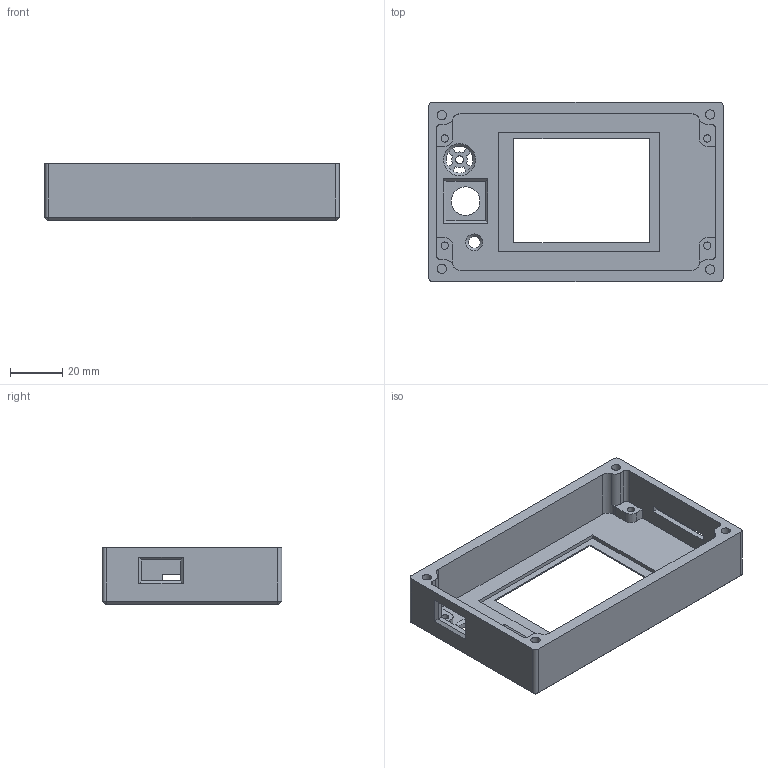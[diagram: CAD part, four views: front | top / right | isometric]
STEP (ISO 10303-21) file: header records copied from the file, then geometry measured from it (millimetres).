
FILE_DESCRIPTION(/* description */ (''),/* implementation_level */ '2;1');
FILE_NAME(/* name */ 'Display Mount - BTT TFT24.step',/* time_stamp */ '2022-10-07T00:45:43-05:00',/* author */ (''),/* organization */ (''),/* preprocessor_version */ 'ST-DEVELOPER v19',/* originating_system */ 'Autodesk Translation Framework v11.7.0.108',/* authorisation */ '');
FILE_SCHEMA (('AUTOMOTIVE_DESIGN { 1 0 10303 214 3 1 1 }'));
Length unit declared in the file: millimetre
Products named in the file (1): Display Mount - BTT 2.4 TFT
Bounding box: 113 x 69 x 21.7 mm (x, y, z)
Volume: 42145.1 mm3; surface area: 25802.4 mm2
Topology: 1 solids, 1 shells, 136 faces, 352 edges, 226 vertices
Faces by surface type: plane 94, cylinder 36, cone 6
Full cylindrical faces by diameter (mm): 2.8 x4, 3 x1, 3.6 x4, 4.5 x1, 10.3 x1, 11 x1
Entity records: 4198 total; most frequent: DIRECTION 716, CARTESIAN_POINT 715, ORIENTED_EDGE 704, EDGE_CURVE 352, LINE 262, VECTOR 262, AXIS2_PLACEMENT_3D 227, VERTEX_POINT 226
